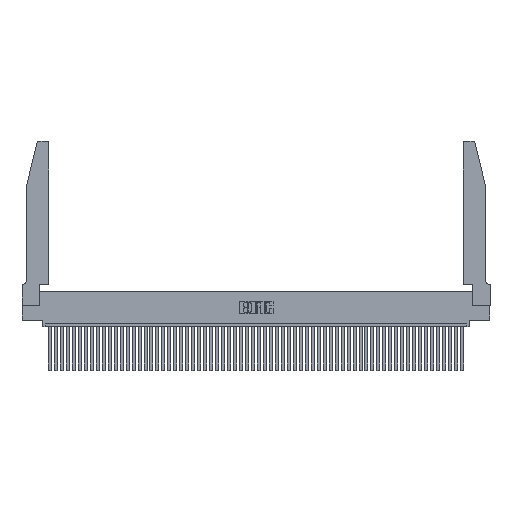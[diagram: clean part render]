
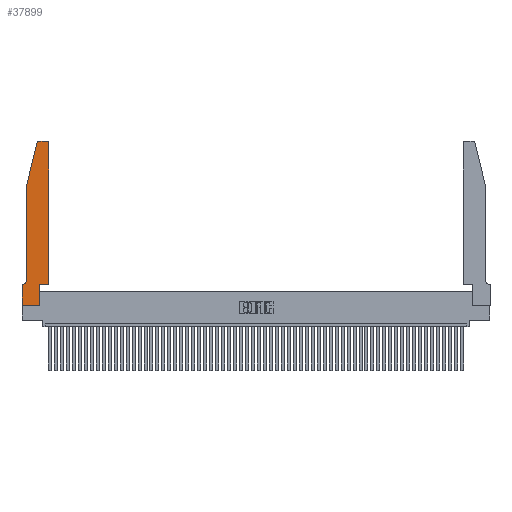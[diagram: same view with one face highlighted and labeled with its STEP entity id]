
A CAD part, top view. The second image highlights one B-rep face of the part: STEP entity #37899.
In plain terms, the highlighted planar face has unit normal (0, 0, 1).
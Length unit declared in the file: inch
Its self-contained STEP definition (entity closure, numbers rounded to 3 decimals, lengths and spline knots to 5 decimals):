
#1901 = DIRECTION ( 'NONE',  ( -0.239, -0.971, 0. ) ) ;
#2359 = VERTEX_POINT ( 'NONE', #20791 ) ;
#2436 = EDGE_LOOP ( 'NONE', ( #42078, #4969, #31567, #14200, #13242, #40177, #21169, #15802, #9340, #47762, #7670, #17681 ) ) ;
#3685 = EDGE_CURVE ( 'NONE', #40312, #43624, #16900, .T. ) ;
#4454 = DIRECTION ( 'NONE',  ( 0., 0., 1. ) ) ;
#4924 = DIRECTION ( 'NONE',  ( 0., -1., 0. ) ) ;
#4969 = ORIENTED_EDGE ( 'NONE', *, *, #32802, .T. ) ;
#5416 = CARTESIAN_POINT ( 'NONE',  ( 0.4205, 2.75, 0.37 ) ) ;
#5620 = CARTESIAN_POINT ( 'NONE',  ( 0., 0., 0.37 ) ) ;
#6540 = VECTOR ( 'NONE', #19352, 39.37008 ) ;
#7199 = DIRECTION ( 'NONE',  ( 0., 0., 1. ) ) ;
#7205 = LINE ( 'NONE', #15616, #44764 ) ;
#7531 = LINE ( 'NONE', #32257, #52846 ) ;
#7670 = ORIENTED_EDGE ( 'NONE', *, *, #27978, .T. ) ;
#8877 = CARTESIAN_POINT ( 'NONE',  ( 0.0755, 2., 0.37 ) ) ;
#9340 = ORIENTED_EDGE ( 'NONE', *, *, #19273, .T. ) ;
#9708 = CIRCLE ( 'NONE', #20867, 0.03 ) ;
#10269 = AXIS2_PLACEMENT_3D ( 'NONE', #29880, #42935, #51001 ) ;
#10425 = VERTEX_POINT ( 'NONE', #11212 ) ;
#11212 = CARTESIAN_POINT ( 'NONE',  ( 0., 0.35, 0.37 ) ) ;
#11518 = VECTOR ( 'NONE', #43361, 39.37008 ) ;
#11759 = CARTESIAN_POINT ( 'NONE',  ( 0.4505, 0.35, 0.37 ) ) ;
#12365 = VECTOR ( 'NONE', #1901, 39.37008 ) ;
#12389 = CARTESIAN_POINT ( 'NONE',  ( 0., 0.35, 0.37 ) ) ;
#13242 = ORIENTED_EDGE ( 'NONE', *, *, #27498, .T. ) ;
#13452 = CIRCLE ( 'NONE', #10269, 0.03 ) ;
#14052 = CARTESIAN_POINT ( 'NONE',  ( 0.2865, 0.35, 0.37 ) ) ;
#14200 = ORIENTED_EDGE ( 'NONE', *, *, #30615, .T. ) ;
#14780 = CARTESIAN_POINT ( 'NONE',  ( 0.284, 2.72, 0.37 ) ) ;
#15616 = CARTESIAN_POINT ( 'NONE',  ( 0.4505, 0.35, 0.37 ) ) ;
#15802 = ORIENTED_EDGE ( 'NONE', *, *, #32812, .T. ) ;
#15965 = DIRECTION ( 'NONE',  ( 0., -1., 0. ) ) ;
#16102 = LINE ( 'NONE', #51790, #11518 ) ;
#16742 = EDGE_CURVE ( 'NONE', #35888, #39150, #13452, .T. ) ;
#16900 = LINE ( 'NONE', #42327, #12365 ) ;
#17177 = EDGE_CURVE ( 'NONE', #46981, #10425, #16102, .T. ) ;
#17503 = CARTESIAN_POINT ( 'NONE',  ( 0.0055, 0.35, 0.37 ) ) ;
#17681 = ORIENTED_EDGE ( 'NONE', *, *, #16742, .T. ) ;
#18315 = CARTESIAN_POINT ( 'NONE',  ( 0.25487, 2.72718, 0.37 ) ) ;
#19273 = EDGE_CURVE ( 'NONE', #38062, #46666, #48175, .T. ) ;
#19352 = DIRECTION ( 'NONE',  ( 1., 0., 0. ) ) ;
#20791 = CARTESIAN_POINT ( 'NONE',  ( 0.4505, 0.35, 0.37 ) ) ;
#20867 = AXIS2_PLACEMENT_3D ( 'NONE', #14780, #7199, #35643 ) ;
#20946 = PLANE ( 'NONE',  #45285 ) ;
#21169 = ORIENTED_EDGE ( 'NONE', *, *, #29824, .T. ) ;
#21170 = VERTEX_POINT ( 'NONE', #24266 ) ;
#21251 = FACE_OUTER_BOUND ( 'NONE', #2436, .T. ) ;
#22082 = CARTESIAN_POINT ( 'NONE',  ( 0.2865, 0., 0.37 ) ) ;
#24266 = CARTESIAN_POINT ( 'NONE',  ( 0.284, 2.75, 0.37 ) ) ;
#24720 = DIRECTION ( 'NONE',  ( 1., 0., 0. ) ) ;
#27498 = EDGE_CURVE ( 'NONE', #34245, #46981, #31191, .T. ) ;
#27978 = EDGE_CURVE ( 'NONE', #2359, #35888, #7205, .T. ) ;
#28506 = DIRECTION ( 'NONE',  ( 0., 0., -1. ) ) ;
#29824 = EDGE_CURVE ( 'NONE', #10425, #32445, #7531, .T. ) ;
#29880 = CARTESIAN_POINT ( 'NONE',  ( 0.4205, 2.72, 0.37 ) ) ;
#30298 = CARTESIAN_POINT ( 'NONE',  ( 0.4505, 2.72, 0.37 ) ) ;
#30443 = LINE ( 'NONE', #52778, #6540 ) ;
#30615 = EDGE_CURVE ( 'NONE', #43624, #34245, #31374, .T. ) ;
#31191 = CIRCLE ( 'NONE', #41238, 0.07 ) ;
#31374 = LINE ( 'NONE', #34256, #51377 ) ;
#31567 = ORIENTED_EDGE ( 'NONE', *, *, #3685, .T. ) ;
#32038 = VECTOR ( 'NONE', #33073, 39.37008 ) ;
#32257 = CARTESIAN_POINT ( 'NONE',  ( 0., 0., 0.37 ) ) ;
#32445 = VERTEX_POINT ( 'NONE', #5620 ) ;
#32802 = EDGE_CURVE ( 'NONE', #21170, #40312, #9708, .T. ) ;
#32812 = EDGE_CURVE ( 'NONE', #32445, #38062, #30443, .T. ) ;
#33073 = DIRECTION ( 'NONE',  ( -1., 0., 0. ) ) ;
#34245 = VERTEX_POINT ( 'NONE', #36024 ) ;
#34256 = CARTESIAN_POINT ( 'NONE',  ( 0.0755, 2., 0.37 ) ) ;
#35643 = DIRECTION ( 'NONE',  ( 1., 0., 0. ) ) ;
#35888 = VERTEX_POINT ( 'NONE', #30298 ) ;
#36024 = CARTESIAN_POINT ( 'NONE',  ( 0.0755, 0.42, 0.37 ) ) ;
#37234 = VECTOR ( 'NONE', #51127, 39.37008 ) ;
#37542 = DIRECTION ( 'NONE',  ( -1., 0., 0. ) ) ;
#37567 = EDGE_CURVE ( 'NONE', #46666, #2359, #45894, .T. ) ;
#37899 = ADVANCED_FACE ( 'NONE', ( #21251 ), #20946, .T. ) ;
#38062 = VERTEX_POINT ( 'NONE', #22082 ) ;
#39150 = VERTEX_POINT ( 'NONE', #5416 ) ;
#40177 = ORIENTED_EDGE ( 'NONE', *, *, #17177, .T. ) ;
#40312 = VERTEX_POINT ( 'NONE', #18315 ) ;
#40601 = DIRECTION ( 'NONE',  ( 1., 0., 0. ) ) ;
#40891 = EDGE_CURVE ( 'NONE', #39150, #21170, #53356, .T. ) ;
#41238 = AXIS2_PLACEMENT_3D ( 'NONE', #53283, #28506, #37542 ) ;
#42078 = ORIENTED_EDGE ( 'NONE', *, *, #40891, .T. ) ;
#42327 = CARTESIAN_POINT ( 'NONE',  ( 0.0755, 2., 0.37 ) ) ;
#42935 = DIRECTION ( 'NONE',  ( 0., 0., 1. ) ) ;
#43361 = DIRECTION ( 'NONE',  ( -1., 0., 0. ) ) ;
#43624 = VERTEX_POINT ( 'NONE', #8877 ) ;
#44567 = CARTESIAN_POINT ( 'NONE',  ( 0.2865, 0.35, 0.37 ) ) ;
#44764 = VECTOR ( 'NONE', #53047, 39.37008 ) ;
#45004 = CARTESIAN_POINT ( 'NONE',  ( 0.2605, 2.75, 0.37 ) ) ;
#45285 = AXIS2_PLACEMENT_3D ( 'NONE', #12389, #4454, #24720 ) ;
#45894 = LINE ( 'NONE', #11759, #51668 ) ;
#46666 = VERTEX_POINT ( 'NONE', #44567 ) ;
#46981 = VERTEX_POINT ( 'NONE', #17503 ) ;
#47762 = ORIENTED_EDGE ( 'NONE', *, *, #37567, .T. ) ;
#48175 = LINE ( 'NONE', #14052, #37234 ) ;
#51001 = DIRECTION ( 'NONE',  ( 1., 0., 0. ) ) ;
#51127 = DIRECTION ( 'NONE',  ( 0., 1., 0. ) ) ;
#51377 = VECTOR ( 'NONE', #4924, 39.37008 ) ;
#51668 = VECTOR ( 'NONE', #40601, 39.37008 ) ;
#51790 = CARTESIAN_POINT ( 'NONE',  ( 0.0755, 0.35, 0.37 ) ) ;
#52778 = CARTESIAN_POINT ( 'NONE',  ( 0., 0., 0.37 ) ) ;
#52846 = VECTOR ( 'NONE', #15965, 39.37008 ) ;
#53047 = DIRECTION ( 'NONE',  ( 0., 1., 0. ) ) ;
#53283 = CARTESIAN_POINT ( 'NONE',  ( 0.0055, 0.42, 0.37 ) ) ;
#53356 = LINE ( 'NONE', #45004, #32038 ) ;
